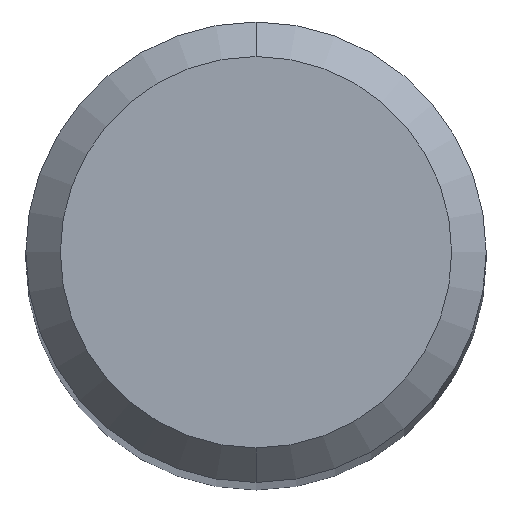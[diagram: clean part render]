
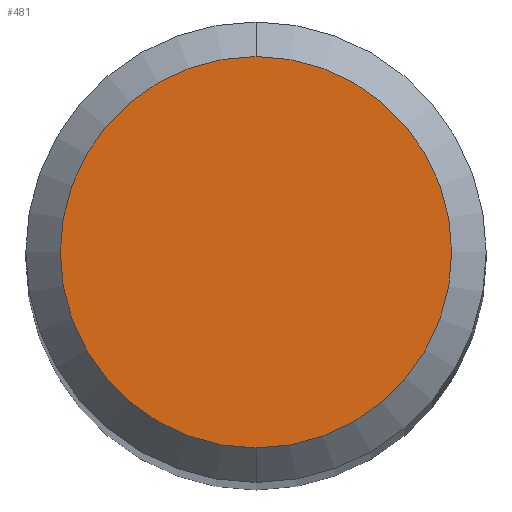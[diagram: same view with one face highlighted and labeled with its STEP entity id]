
A CAD part, top view. The second image highlights one B-rep face of the part: STEP entity #481.
In plain terms, the highlighted planar face has unit normal (0, 0, 1).
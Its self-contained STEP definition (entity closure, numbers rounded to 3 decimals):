
#481=ADVANCED_FACE('',(#1131),#1132,.T.);
#573=EDGE_CURVE('',#815,#727,#1232,.T.);
#727=VERTEX_POINT('',#1397);
#815=VERTEX_POINT('',#1496);
#953=EDGE_CURVE('',#727,#815,#1648,.T.);
#1131=FACE_OUTER_BOUND('',#2059,.T.);
#1132=PLANE('',#2060);
#1232=CIRCLE('',#2515,1.7);
#1397=CARTESIAN_POINT('',(0.0,1.7,0.0));
#1496=CARTESIAN_POINT('',(0.,-1.7,0.0));
#1648=CIRCLE('',#3949,1.7);
#2059=EDGE_LOOP('',(#4133,#4134));
#2060=AXIS2_PLACEMENT_3D('',#4135,#4136,#4137);
#2515=AXIS2_PLACEMENT_3D('',#4220,#4221,#4222);
#3949=AXIS2_PLACEMENT_3D('',#4688,#4689,#4690);
#4133=ORIENTED_EDGE('',*,*,#953,.F.);
#4134=ORIENTED_EDGE('',*,*,#573,.F.);
#4135=CARTESIAN_POINT('',(0.0,0.85,0.0));
#4136=DIRECTION('',(-0.0,0.0,1.0));
#4137=DIRECTION('',(0.0,-1.0,0.0));
#4220=CARTESIAN_POINT('',(0.0,0.0,0.0));
#4221=DIRECTION('',(0.0,0.0,-1.0));
#4222=DIRECTION('',(0.0,1.0,0.0));
#4688=CARTESIAN_POINT('',(0.0,0.0,0.0));
#4689=DIRECTION('',(0.0,0.0,-1.0));
#4690=DIRECTION('',(0.0,1.0,0.0));
